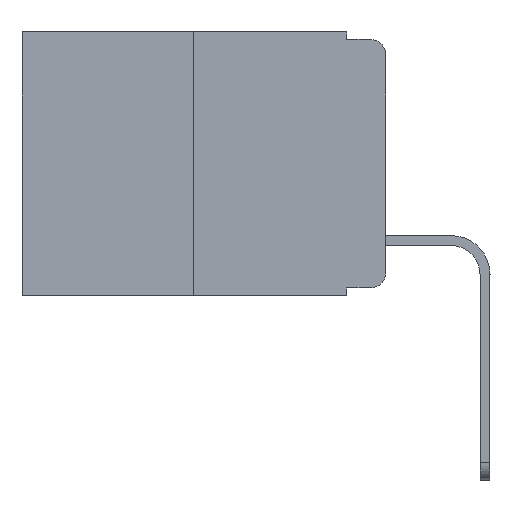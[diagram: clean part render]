
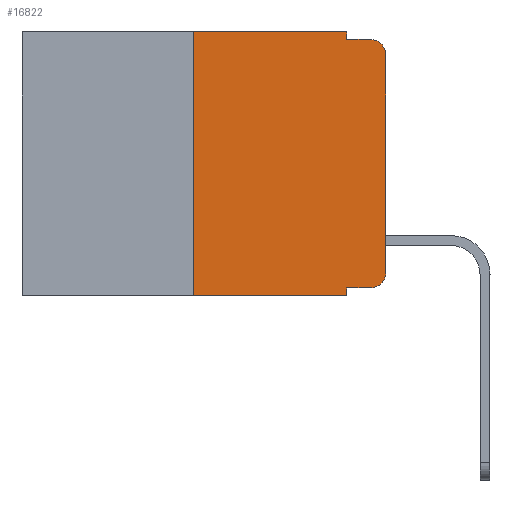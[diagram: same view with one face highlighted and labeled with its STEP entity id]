
A CAD part, left-side view. The second image highlights one B-rep face of the part: STEP entity #16822.
In plain terms, the highlighted planar face has unit normal (-1, 0, 0).
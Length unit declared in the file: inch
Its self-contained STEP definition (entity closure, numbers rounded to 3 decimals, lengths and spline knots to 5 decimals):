
#295 = VERTEX_POINT ( 'NONE', #4403 ) ;
#367 = DIRECTION ( 'NONE',  ( 0., 0., -1. ) ) ;
#861 = CARTESIAN_POINT ( 'NONE',  ( 0., 0.473, -0.343 ) ) ;
#929 = CARTESIAN_POINT ( 'NONE',  ( 0., 0.02, -0.333 ) ) ;
#1505 = VERTEX_POINT ( 'NONE', #24515 ) ;
#1891 = AXIS2_PLACEMENT_3D ( 'NONE', #23488, #23315, #10974 ) ;
#1922 = VECTOR ( 'NONE', #22242, 39.37008 ) ;
#2288 = CIRCLE ( 'NONE', #24282, 0.02 ) ;
#2326 = EDGE_CURVE ( 'NONE', #12897, #15177, #16358, .T. ) ;
#2366 = CARTESIAN_POINT ( 'NONE',  ( 0., 0., 0. ) ) ;
#3349 = CARTESIAN_POINT ( 'NONE',  ( 0., 0.02, -0.03 ) ) ;
#3404 = DIRECTION ( 'NONE',  ( 0., 0., 1. ) ) ;
#4230 = DIRECTION ( 'NONE',  ( 0., 0., 1. ) ) ;
#4298 = VERTEX_POINT ( 'NONE', #21899 ) ;
#4403 = CARTESIAN_POINT ( 'NONE',  ( 0., 0.051, -0.343 ) ) ;
#4478 = VECTOR ( 'NONE', #7282, 39.37008 ) ;
#4777 = LINE ( 'NONE', #16195, #18723 ) ;
#5001 = CARTESIAN_POINT ( 'NONE',  ( 0., 0.473, 0. ) ) ;
#5038 = AXIS2_PLACEMENT_3D ( 'NONE', #3349, #22693, #20411 ) ;
#5147 = VECTOR ( 'NONE', #3404, 39.37008 ) ;
#5162 = CARTESIAN_POINT ( 'NONE',  ( 0., 0., -0.313 ) ) ;
#6890 = VERTEX_POINT ( 'NONE', #20099 ) ;
#7137 = CARTESIAN_POINT ( 'NONE',  ( 0., 0.25, 0. ) ) ;
#7282 = DIRECTION ( 'NONE',  ( 0., 0., -1. ) ) ;
#7867 = CARTESIAN_POINT ( 'NONE',  ( 0., 0.02, -0.01 ) ) ;
#7935 = FACE_OUTER_BOUND ( 'NONE', #21318, .T. ) ;
#9246 = ORIENTED_EDGE ( 'NONE', *, *, #22349, .T. ) ;
#10145 = DIRECTION ( 'NONE',  ( -1., 0., 0. ) ) ;
#10210 = ORIENTED_EDGE ( 'NONE', *, *, #25415, .F. ) ;
#10444 = EDGE_CURVE ( 'NONE', #6890, #295, #11780, .T. ) ;
#10496 = VECTOR ( 'NONE', #20799, 39.37008 ) ;
#10688 = CARTESIAN_POINT ( 'NONE',  ( 0., 0.051, -0.01 ) ) ;
#10974 = DIRECTION ( 'NONE',  ( 0., 0., -1. ) ) ;
#11186 = LINE ( 'NONE', #7137, #5147 ) ;
#11414 = EDGE_CURVE ( 'NONE', #25029, #15177, #16852, .T. ) ;
#11563 = CARTESIAN_POINT ( 'NONE',  ( 0., 0., -0.03 ) ) ;
#11780 = LINE ( 'NONE', #19417, #4478 ) ;
#11913 = EDGE_CURVE ( 'NONE', #19797, #295, #24419, .T. ) ;
#12794 = EDGE_CURVE ( 'NONE', #1505, #4298, #19241, .T. ) ;
#12897 = VERTEX_POINT ( 'NONE', #11563 ) ;
#13530 = CARTESIAN_POINT ( 'NONE',  ( 0., 0.051, -0.333 ) ) ;
#14004 = VERTEX_POINT ( 'NONE', #929 ) ;
#14341 = DIRECTION ( 'NONE',  ( 0., 0., -1. ) ) ;
#14617 = LINE ( 'NONE', #13530, #1922 ) ;
#15067 = LINE ( 'NONE', #2366, #21413 ) ;
#15177 = VERTEX_POINT ( 'NONE', #7867 ) ;
#15296 = CARTESIAN_POINT ( 'NONE',  ( 0., 0.25, -0.343 ) ) ;
#15563 = ORIENTED_EDGE ( 'NONE', *, *, #11913, .T. ) ;
#16195 = CARTESIAN_POINT ( 'NONE',  ( 0., 0.051, 0. ) ) ;
#16358 = CIRCLE ( 'NONE', #5038, 0.02 ) ;
#16794 = ORIENTED_EDGE ( 'NONE', *, *, #11414, .F. ) ;
#16822 = ADVANCED_FACE ( 'NONE', ( #7935 ), #25408, .F. ) ;
#16852 = LINE ( 'NONE', #10688, #10496 ) ;
#16988 = EDGE_CURVE ( 'NONE', #6890, #14004, #14617, .T. ) ;
#17038 = ORIENTED_EDGE ( 'NONE', *, *, #2326, .T. ) ;
#17155 = EDGE_CURVE ( 'NONE', #4298, #25029, #4777, .T. ) ;
#17568 = ORIENTED_EDGE ( 'NONE', *, *, #17155, .F. ) ;
#18723 = VECTOR ( 'NONE', #14341, 39.37008 ) ;
#19241 = LINE ( 'NONE', #5001, #20210 ) ;
#19417 = CARTESIAN_POINT ( 'NONE',  ( 0., 0.051, 0. ) ) ;
#19797 = VERTEX_POINT ( 'NONE', #15296 ) ;
#20099 = CARTESIAN_POINT ( 'NONE',  ( 0., 0.051, -0.333 ) ) ;
#20210 = VECTOR ( 'NONE', #23372, 39.37008 ) ;
#20411 = DIRECTION ( 'NONE',  ( 0., 0., -1. ) ) ;
#20573 = DIRECTION ( 'NONE',  ( 0., -1., 0. ) ) ;
#20799 = DIRECTION ( 'NONE',  ( 0., -1., 0. ) ) ;
#21318 = EDGE_LOOP ( 'NONE', ( #9246, #17038, #16794, #17568, #23724, #10210, #15563, #23448, #22163, #24867 ) ) ;
#21413 = VECTOR ( 'NONE', #4230, 39.37008 ) ;
#21562 = VECTOR ( 'NONE', #20573, 39.37008 ) ;
#21899 = CARTESIAN_POINT ( 'NONE',  ( 0., 0.051, 0. ) ) ;
#22163 = ORIENTED_EDGE ( 'NONE', *, *, #16988, .T. ) ;
#22242 = DIRECTION ( 'NONE',  ( 0., -1., 0. ) ) ;
#22252 = CARTESIAN_POINT ( 'NONE',  ( 0., 0.051, -0.01 ) ) ;
#22303 = CARTESIAN_POINT ( 'NONE',  ( 0., 0.02, -0.313 ) ) ;
#22349 = EDGE_CURVE ( 'NONE', #24182, #12897, #15067, .T. ) ;
#22693 = DIRECTION ( 'NONE',  ( -1., 0., 0. ) ) ;
#23315 = DIRECTION ( 'NONE',  ( 1., 0., 0. ) ) ;
#23372 = DIRECTION ( 'NONE',  ( 0., -1., 0. ) ) ;
#23448 = ORIENTED_EDGE ( 'NONE', *, *, #10444, .F. ) ;
#23488 = CARTESIAN_POINT ( 'NONE',  ( 0., 0.473, 0. ) ) ;
#23724 = ORIENTED_EDGE ( 'NONE', *, *, #12794, .F. ) ;
#23937 = EDGE_CURVE ( 'NONE', #14004, #24182, #2288, .T. ) ;
#24182 = VERTEX_POINT ( 'NONE', #5162 ) ;
#24282 = AXIS2_PLACEMENT_3D ( 'NONE', #22303, #10145, #367 ) ;
#24419 = LINE ( 'NONE', #861, #21562 ) ;
#24515 = CARTESIAN_POINT ( 'NONE',  ( 0., 0.25, 0. ) ) ;
#24867 = ORIENTED_EDGE ( 'NONE', *, *, #23937, .T. ) ;
#25029 = VERTEX_POINT ( 'NONE', #22252 ) ;
#25408 = PLANE ( 'NONE',  #1891 ) ;
#25415 = EDGE_CURVE ( 'NONE', #19797, #1505, #11186, .T. ) ;
